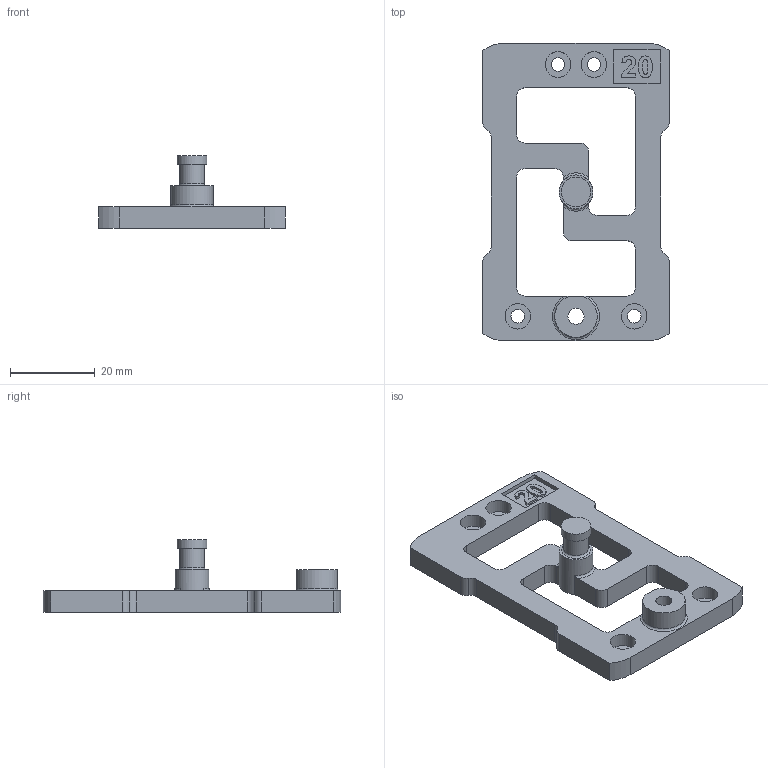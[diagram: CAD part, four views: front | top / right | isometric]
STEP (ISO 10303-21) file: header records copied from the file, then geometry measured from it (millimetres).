
FILE_DESCRIPTION(/* description */ ('','CAx-IF Rec.Pracs.---Representation and Presentation of Product Manufacturing Information (PMI)---4.0---2014-10-13'),/* implementation_level */ '2;1');
FILE_NAME(/* name */ 'FS40 Unified Adapter 2MPix v1.step',/* time_stamp */ '2025-03-06T07:35:38+01:00',/* author */ (''),/* organization */ (''),/* preprocessor_version */ 'ST-DEVELOPER v20',/* originating_system */ 'Autodesk Translation Framework v13.20.0.188',/* authorisation */ '');
FILE_SCHEMA (('AP242_MANAGED_MODEL_BASED_3D_ENGINEERING_MIM_LF { 1 0 10303 442 1 1 4 }'));
Length unit declared in the file: millimetre
Products named in the file (1): FS40 Unified Adapter 2MPix
Bounding box: 44 x 70 x 17 mm (x, y, z)
Volume: 9557.8 mm3; surface area: 6802.5 mm2
Topology: 1 solids, 1 shells, 122 faces, 332 edges, 221 vertices
Faces by surface type: plane 44, bspline 37, cylinder 37, torus 4
Full cylindrical faces by diameter (mm): 3.2 x4, 3.8 x1, 5.8 x1, 6 x4, 7 x1, 8 x1
Entity records: 4324 total; most frequent: CARTESIAN_POINT 1359, ORIENTED_EDGE 664, DIRECTION 507, EDGE_CURVE 332, VERTEX_POINT 221, LINE 169, VECTOR 169, AXIS2_PLACEMENT_3D 169
